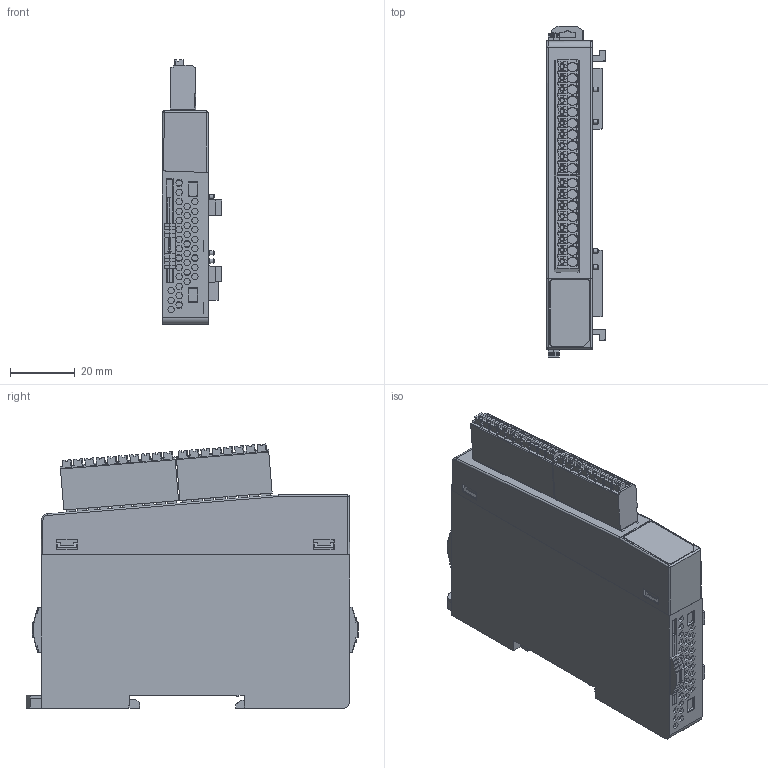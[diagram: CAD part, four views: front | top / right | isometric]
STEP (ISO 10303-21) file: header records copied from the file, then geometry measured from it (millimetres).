
FILE_DESCRIPTION(/* description */ (''),/* implementation_level */ '2;1');
FILE_NAME(/* name */ '',/* time_stamp */ '2024-04-18T15:19:57+08:00',/* author */ (''),/* organization */ (''),/* preprocessor_version */ 'ST-DEVELOPER v14',/* originating_system */ 'SIEMENS PLM Software NX 8.0',/* authorisation */ '');
FILE_SCHEMA (('AUTOMOTIVE_DESIGN { 1 0 10303 214 3 1 1 1 }'));
Products named in the file (1): Admi44581BB84mqx
Bounding box: 18.47 x 102.9 x 81.89 mm (x, y, z)
Volume: 91364.3 mm3; surface area: 28923.8 mm2
Topology: 1 solids, 26 shells, 2550 faces, 7037 edges, 4662 vertices
Faces by surface type: plane 2204, cylinder 227, cone 90, bspline 23, torus 4, sphere 2
Full cylindrical faces by diameter (mm): 1.5 x4
Entity records: 93969 total; most frequent: CARTESIAN_POINT 17568, ORIENTED_EDGE 14014, DIRECTION 12813, EDGE_CURVE 7007, LINE 5969, VECTOR 5969, VERTEX_POINT 4650, AXIS2_PLACEMENT_3D 3422
